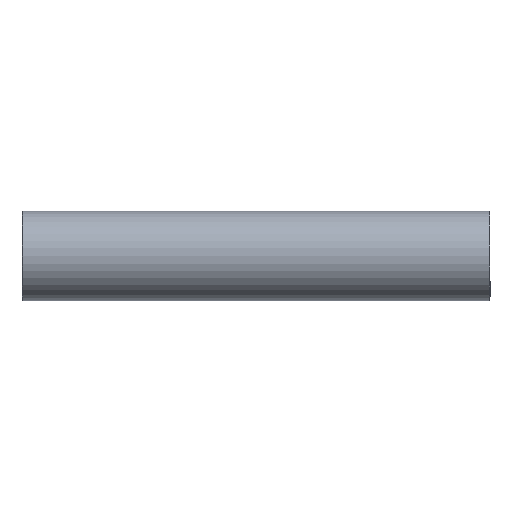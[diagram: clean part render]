
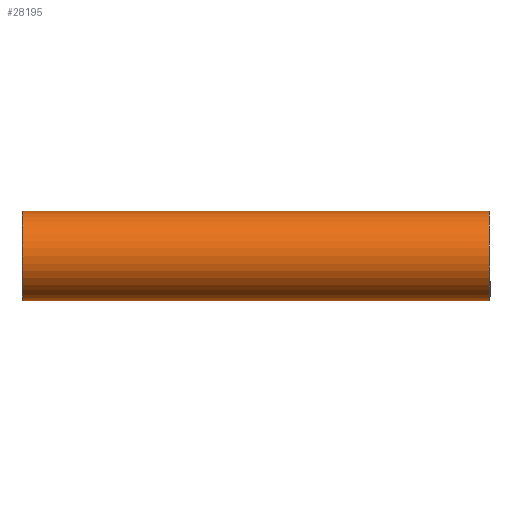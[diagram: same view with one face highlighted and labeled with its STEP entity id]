
A CAD part, front view. The second image highlights one B-rep face of the part: STEP entity #28195.
In plain terms, the highlighted cylindrical face has radius 27 mm (diameter 54 mm), a partial arc.
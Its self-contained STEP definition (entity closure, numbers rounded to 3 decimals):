
#3438 = DIRECTION ( 'NONE',  ( 1., 0., -0.005 ) ) ;
#3526 = VECTOR ( 'NONE', #7272, 1000. ) ;
#4283 = LINE ( 'NONE', #40603, #29290 ) ;
#6830 = CARTESIAN_POINT ( 'NONE',  ( -14.537, -85.135, -53.42 ) ) ;
#7272 = DIRECTION ( 'NONE',  ( -1., 0., 0.005 ) ) ;
#8479 = AXIS2_PLACEMENT_3D ( 'NONE', #11655, #44582, #49140 ) ;
#9355 = VERTEX_POINT ( 'NONE', #48441 ) ;
#11655 = CARTESIAN_POINT ( 'NONE',  ( 266.805, -85.135, -27.946 ) ) ;
#12876 = FACE_OUTER_BOUND ( 'NONE', #22286, .T. ) ;
#13152 = DIRECTION ( 'NONE',  ( 0.005, 0., 1. ) ) ;
#17481 = LINE ( 'NONE', #39769, #3526 ) ;
#22286 = EDGE_LOOP ( 'NONE', ( #33837, #31931, #34325, #50893 ) ) ;
#22575 = VERTEX_POINT ( 'NONE', #53077 ) ;
#27099 = DIRECTION ( 'NONE',  ( -1., 0., 0.005 ) ) ;
#28195 = ADVANCED_FACE ( 'NONE', ( #12876 ), #34239, .T. ) ;
#28983 = EDGE_CURVE ( 'NONE', #9355, #59005, #17481, .T. ) ;
#29290 = VECTOR ( 'NONE', #45363, 1000. ) ;
#31056 = VERTEX_POINT ( 'NONE', #6830 ) ;
#31931 = ORIENTED_EDGE ( 'NONE', *, *, #45819, .T. ) ;
#33097 = CARTESIAN_POINT ( 'NONE',  ( -14.244, -85.135, 0.579 ) ) ;
#33837 = ORIENTED_EDGE ( 'NONE', *, *, #49954, .F. ) ;
#34239 = CYLINDRICAL_SURFACE ( 'NONE', #35336, 27. ) ;
#34325 = ORIENTED_EDGE ( 'NONE', *, *, #28983, .T. ) ;
#35336 = AXIS2_PLACEMENT_3D ( 'NONE', #60873, #27099, #13152 ) ;
#39769 = CARTESIAN_POINT ( 'NONE',  ( 267.352, -85.135, -0.949 ) ) ;
#40603 = CARTESIAN_POINT ( 'NONE',  ( 267.059, -85.135, -54.948 ) ) ;
#40865 = CARTESIAN_POINT ( 'NONE',  ( -14.39, -85.135, -26.42 ) ) ;
#44582 = DIRECTION ( 'NONE',  ( -1., 0., 0.005 ) ) ;
#45363 = DIRECTION ( 'NONE',  ( -1., 0., 0.005 ) ) ;
#45792 = CIRCLE ( 'NONE', #52493, 27. ) ;
#45819 = EDGE_CURVE ( 'NONE', #22575, #9355, #55534, .T. ) ;
#48441 = CARTESIAN_POINT ( 'NONE',  ( 266.952, -85.135, -0.946 ) ) ;
#49140 = DIRECTION ( 'NONE',  ( -0.005, 0., -1. ) ) ;
#49954 = EDGE_CURVE ( 'NONE', #22575, #31056, #4283, .T. ) ;
#50893 = ORIENTED_EDGE ( 'NONE', *, *, #54441, .T. ) ;
#52493 = AXIS2_PLACEMENT_3D ( 'NONE', #40865, #3438, #59593 ) ;
#53077 = CARTESIAN_POINT ( 'NONE',  ( 266.659, -85.135, -54.946 ) ) ;
#54441 = EDGE_CURVE ( 'NONE', #59005, #31056, #45792, .T. ) ;
#55534 = CIRCLE ( 'NONE', #8479, 27. ) ;
#59005 = VERTEX_POINT ( 'NONE', #33097 ) ;
#59593 = DIRECTION ( 'NONE',  ( -0.005, 0., -1. ) ) ;
#60873 = CARTESIAN_POINT ( 'NONE',  ( 267.205, -85.135, -27.948 ) ) ;
